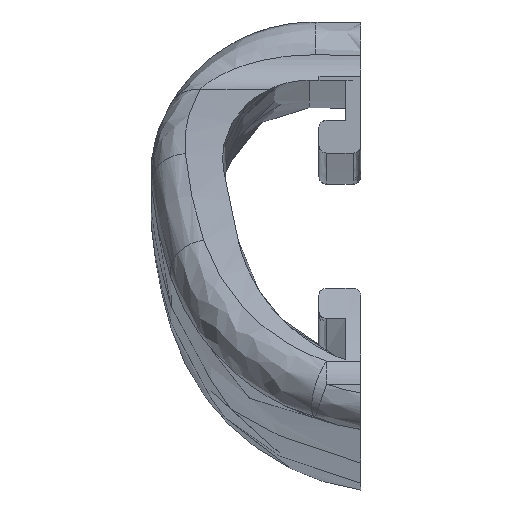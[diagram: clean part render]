
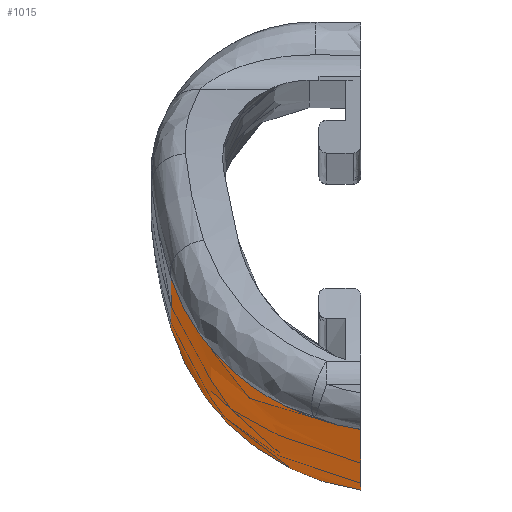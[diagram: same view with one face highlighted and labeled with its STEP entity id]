
A CAD part, left-side view. The second image highlights one B-rep face of the part: STEP entity #1015.
In plain terms, the highlighted free-form (B-spline) face has degree [3, 3] with [4, 4] control points.
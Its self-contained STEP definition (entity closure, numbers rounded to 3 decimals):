
#137 = CIRCLE ( 'NONE', #2514, 1400.295 ) ;
#297 = CARTESIAN_POINT ( 'NONE',  ( -106.504, 24.731, -112.421 ) ) ;
#316 = EDGE_CURVE ( 'NONE', #3732, #1090, #1114, .T. ) ;
#383 = DIRECTION ( 'NONE',  ( 0., 0., -1. ) ) ;
#402 = CARTESIAN_POINT ( 'NONE',  ( 0., 24.731, 1272.932 ) ) ;
#597 = CARTESIAN_POINT ( 'NONE',  ( -96.413, 24.731, -113.16 ) ) ;
#675 = CARTESIAN_POINT ( 'NONE',  ( -35.801, 18.165, -126.507 ) ) ;
#799 = DIRECTION ( 'NONE',  ( 0., 0., -1. ) ) ;
#846 = CARTESIAN_POINT ( 'NONE',  ( -106.641, 15.05, -122.55 ) ) ;
#866 = CARTESIAN_POINT ( 'NONE',  ( -106.641, 15.05, -122.55 ) ) ;
#888 = CARTESIAN_POINT ( 'NONE',  ( -35.545, 24.731, -116.509 ) ) ;
#902 = CARTESIAN_POINT ( 'NONE',  ( -102.567, 21.522, -118.471 ) ) ;
#908 = CARTESIAN_POINT ( 'NONE',  ( 0., 24.731, -116.509 ) ) ;
#1015 = ADVANCED_FACE ( 'NONE', ( #2543 ), #2444, .T. ) ;
#1067 = AXIS2_PLACEMENT_3D ( 'NONE', #402, #4661, #383 ) ;
#1090 = VERTEX_POINT ( 'NONE', #597 ) ;
#1114 = B_SPLINE_CURVE_WITH_KNOTS ( 'NONE', 3,
 ( #1232, #1721, #6111, #6064, #6086, #5065, #2183, #1877, #3738, #4761, #902, #1833, #1858, #6151, #5196, #1402, #4721, #5176, #3299, #1895, #1336 ),
 .UNSPECIFIED., .F., .F.,
 ( 4, 2, 2, 2, 1, 1, 1, 1, 1, 2, 2, 2, 4 ),
 ( 0., 0.25, 0.375, 0.437, 0.469, 0.484, 0.492, 0.496, 0.498, 0.499, 0.5, 0.75, 1. ),
 .UNSPECIFIED. ) ;
#1204 = CARTESIAN_POINT ( 'NONE',  ( -71.369, 22.907, -121.097 ) ) ;
#1223 = VERTEX_POINT ( 'NONE', #6042 ) ;
#1232 = CARTESIAN_POINT ( 'NONE',  ( -106.641, 15.05, -122.55 ) ) ;
#1251 = CARTESIAN_POINT ( 'NONE',  ( 0., 18.165, -126.507 ) ) ;
#1307 = EDGE_CURVE ( 'NONE', #1090, #4905, #4558, .T. ) ;
#1336 = CARTESIAN_POINT ( 'NONE',  ( -96.413, 24.731, -113.16 ) ) ;
#1402 = CARTESIAN_POINT ( 'NONE',  ( -102.462, 21.615, -118.372 ) ) ;
#1406 = AXIS2_PLACEMENT_3D ( 'NONE', #3787, #3726, #5228 ) ;
#1557 = CARTESIAN_POINT ( 'NONE',  ( -107.336, 11.993, -123.244 ) ) ;
#1664 = CARTESIAN_POINT ( 'NONE',  ( -106.691, 11.993, -123.293 ) ) ;
#1721 = CARTESIAN_POINT ( 'NONE',  ( -106.242, 16.328, -122.126 ) ) ;
#1833 = CARTESIAN_POINT ( 'NONE',  ( -102.513, 21.57, -118.42 ) ) ;
#1858 = CARTESIAN_POINT ( 'NONE',  ( -102.486, 21.594, -118.395 ) ) ;
#1877 = CARTESIAN_POINT ( 'NONE',  ( -103.06, 21.059, -118.939 ) ) ;
#1895 = CARTESIAN_POINT ( 'NONE',  ( -97.612, 24.417, -114.105 ) ) ;
#1899 = EDGE_CURVE ( 'NONE', #1223, #3352, #137, .T. ) ;
#1908 = ORIENTED_EDGE ( 'NONE', *, *, #3822, .F. ) ;
#1999 = CARTESIAN_POINT ( 'NONE',  ( 0., 24.731, -116.509 ) ) ;
#2183 = CARTESIAN_POINT ( 'NONE',  ( -103.404, 20.71, -119.269 ) ) ;
#2212 = CARTESIAN_POINT ( 'NONE',  ( -71.064, 24.731, -115.145 ) ) ;
#2213 = CARTESIAN_POINT ( 'NONE',  ( -106.691, 11.993, -123.293 ) ) ;
#2245 = CARTESIAN_POINT ( 'NONE',  ( 0., 11.993, 1272.932 ) ) ;
#2372 =( BOUNDED_CURVE ( )  B_SPLINE_CURVE ( 3, ( #866, #6141, #3181, #2213 ),
 .UNSPECIFIED., .F., .F. ) 
 B_SPLINE_CURVE_WITH_KNOTS ( ( 4, 4 ),
 ( 0., 1. ),
 .UNSPECIFIED. ) 
 CURVE ( )  GEOMETRIC_REPRESENTATION_ITEM ( )  RATIONAL_B_SPLINE_CURVE ( ( 1., 1., 1., 1. ) ) 
 REPRESENTATION_ITEM ( '' )  );
#2444 =( BOUNDED_SURFACE ( )  B_SPLINE_SURFACE ( 3, 3, ( 
 ( #1557, #2512, #2970, #4433 ),
 ( #4956, #2553, #675, #1251 ),
 ( #3049, #1204, #5102, #4716 ),
 ( #297, #2212, #888, #908 ) ),
 .UNSPECIFIED., .F., .F., .T. ) 
 B_SPLINE_SURFACE_WITH_KNOTS ( ( 4, 4 ),
 ( 4, 4 ),
 ( 0., 1. ),
 ( 0., 1. ),
 .UNSPECIFIED. ) 
 GEOMETRIC_REPRESENTATION_ITEM ( )  RATIONAL_B_SPLINE_SURFACE ( (
 ( 1., 1., 1., 1.),
 ( 0.895, 0.895, 0.895, 0.895),
 ( 0.895, 0.895, 0.895, 0.895),
 ( 1., 1., 1., 1.) ) ) 
 REPRESENTATION_ITEM ( '' )  SURFACE ( )  );
#2512 = CARTESIAN_POINT ( 'NONE',  ( -71.619, 11.993, -125.99 ) ) ;
#2514 = AXIS2_PLACEMENT_3D ( 'NONE', #2245, #3618, #799 ) ;
#2543 = FACE_OUTER_BOUND ( 'NONE', #4987, .T. ) ;
#2553 = CARTESIAN_POINT ( 'NONE',  ( -71.575, 18.165, -125.134 ) ) ;
#2647 = ORIENTED_EDGE ( 'NONE', *, *, #1307, .T. ) ;
#2902 = ORIENTED_EDGE ( 'NONE', *, *, #3697, .F. ) ;
#2970 = CARTESIAN_POINT ( 'NONE',  ( -35.823, 11.993, -127.364 ) ) ;
#3049 = CARTESIAN_POINT ( 'NONE',  ( -106.961, 22.907, -118.361 ) ) ;
#3181 = CARTESIAN_POINT ( 'NONE',  ( -106.681, 13.03, -123.15 ) ) ;
#3299 = CARTESIAN_POINT ( 'NONE',  ( -98.718, 23.995, -115.026 ) ) ;
#3337 = CIRCLE ( 'NONE', #1406, 15.558 ) ;
#3352 = VERTEX_POINT ( 'NONE', #1664 ) ;
#3618 = DIRECTION ( 'NONE',  ( 0., 1., 0. ) ) ;
#3697 = EDGE_CURVE ( 'NONE', #3732, #3352, #2372, .T. ) ;
#3726 = DIRECTION ( 'NONE',  ( 1., 0., 0. ) ) ;
#3732 = VERTEX_POINT ( 'NONE', #846 ) ;
#3738 = CARTESIAN_POINT ( 'NONE',  ( -102.884, 21.231, -118.771 ) ) ;
#3787 = CARTESIAN_POINT ( 'NONE',  ( 0., 9.855, -111.953 ) ) ;
#3822 = EDGE_CURVE ( 'NONE', #1223, #4905, #3337, .T. ) ;
#4433 = CARTESIAN_POINT ( 'NONE',  ( 0., 11.993, -127.364 ) ) ;
#4558 = CIRCLE ( 'NONE', #1067, 1389.44 ) ;
#4627 = ORIENTED_EDGE ( 'NONE', *, *, #1899, .T. ) ;
#4661 = DIRECTION ( 'NONE',  ( 0., -1., 0. ) ) ;
#4716 = CARTESIAN_POINT ( 'NONE',  ( 0., 22.907, -122.466 ) ) ;
#4721 = CARTESIAN_POINT ( 'NONE',  ( -101.646, 22.328, -117.606 ) ) ;
#4761 = CARTESIAN_POINT ( 'NONE',  ( -102.674, 21.426, -118.572 ) ) ;
#4905 = VERTEX_POINT ( 'NONE', #1999 ) ;
#4956 = CARTESIAN_POINT ( 'NONE',  ( -107.271, 18.165, -122.39 ) ) ;
#4987 = EDGE_LOOP ( 'NONE', ( #1908, #4627, #2902, #5971, #2647 ) ) ;
#5065 = CARTESIAN_POINT ( 'NONE',  ( -103.625, 20.469, -119.483 ) ) ;
#5102 = CARTESIAN_POINT ( 'NONE',  ( -35.697, 22.907, -122.466 ) ) ;
#5176 = CARTESIAN_POINT ( 'NONE',  ( -100.735, 22.951, -116.777 ) ) ;
#5196 = CARTESIAN_POINT ( 'NONE',  ( -102.467, 21.611, -118.377 ) ) ;
#5228 = DIRECTION ( 'NONE',  ( 0., 0., -1. ) ) ;
#5971 = ORIENTED_EDGE ( 'NONE', *, *, #316, .T. ) ;
#6042 = CARTESIAN_POINT ( 'NONE',  ( 0., 11.993, -127.364 ) ) ;
#6064 = CARTESIAN_POINT ( 'NONE',  ( -104.645, 19.198, -120.488 ) ) ;
#6086 = CARTESIAN_POINT ( 'NONE',  ( -104.259, 19.724, -120.103 ) ) ;
#6111 = CARTESIAN_POINT ( 'NONE',  ( -105.692, 17.539, -121.548 ) ) ;
#6141 = CARTESIAN_POINT ( 'NONE',  ( -106.664, 14.05, -122.903 ) ) ;
#6151 = CARTESIAN_POINT ( 'NONE',  ( -102.474, 21.604, -118.384 ) ) ;
